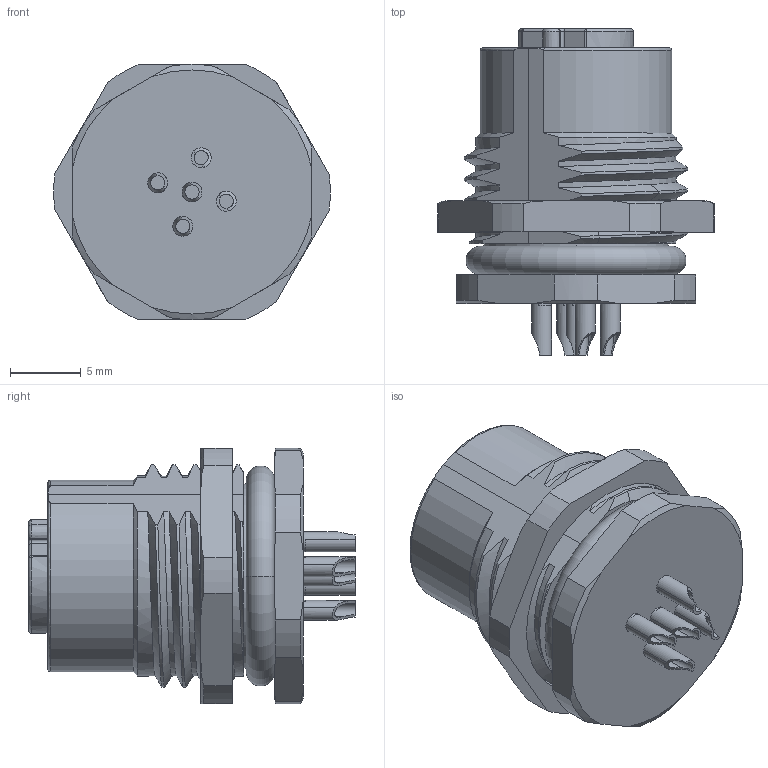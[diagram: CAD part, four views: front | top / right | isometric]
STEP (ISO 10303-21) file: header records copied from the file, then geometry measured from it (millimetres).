
FILE_DESCRIPTION((''),'2;1');
FILE_NAME('PRT0004','2021-01-04T',('zh.su'),(''),'PRO/ENGINEER BY PARAMETRIC TECHNOLOGY CORPORATION, 2012480','PRO/ENGINEER BY PARAMETRIC TECHNOLOGY CORPORATION, 2012480','');
FILE_SCHEMA(('CONFIG_CONTROL_DESIGN'));
Length unit declared in the file: millimetre
Products named in the file (1): PRT0004
Bounding box: 19.48 x 23 x 18.02 mm (x, y, z)
Volume: 2801.3 mm3; surface area: 3219.4 mm2
Topology: 2 solids, 7 shells, 468 faces, 1293 edges, 849 vertices
Faces by surface type: plane 132, cone 113, cylinder 96, bspline 51, extrusion 43, torus 31, sphere 2
Entity records: 22210 total; most frequent: CARTESIAN_POINT 10916, ORIENTED_EDGE 2566, DIRECTION 2025, EDGE_CURVE 1283, VERTEX_POINT 849, AXIS2_PLACEMENT_3D 767, EDGE_LOOP 504, VECTOR 491
